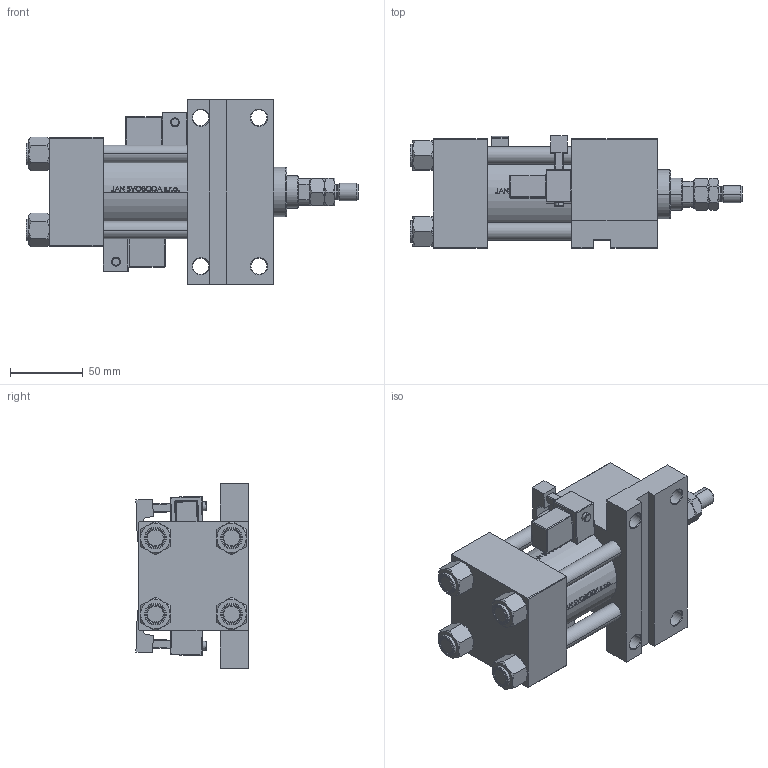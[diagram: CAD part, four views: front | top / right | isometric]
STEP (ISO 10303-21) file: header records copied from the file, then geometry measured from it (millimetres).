
FILE_DESCRIPTION (( 'STEP AP203' ), '1' );
FILE_NAME ('cd21.STEP', '2023-08-23T08:44:25', ( '' ), ( '' ), 'SwSTEP 2.0', 'SolidWorks 2019', '' );
FILE_SCHEMA (( 'CONFIG_CONTROL_DESIGN' ));
Length unit declared in the file: millimetre
Products named in the file (8): V215CR_MSU 212fa50a666ca34c9d6dc9d2532352ad; V215CR_VCP_F 212fa50a666ca34c9d6dc9d2532352ad; V215_VC_A 212fa50a666ca34c9d6dc9d2532352ad; cd21; V215CR_F_TYCINKA 212fa50a666ca34c9d6dc9d2532352ad; NUT_M5_F 212fa50a666ca34c9d6dc9d2532352ad; V215CR_F_Body 212fa50a666ca34c9d6dc9d2532352ad; MTA 212fa50a666ca34c9d6dc9d2532352ad
Assembly tree (14 placements, depth 2):
  cd21
    V215CR_F_Body 212fa50a666ca34c9d6dc9d2532352ad
    V215CR_VCP_F 212fa50a666ca34c9d6dc9d2532352ad
    V215CR_F_TYCINKA 212fa50a666ca34c9d6dc9d2532352ad  x4
    NUT_M5_F 212fa50a666ca34c9d6dc9d2532352ad  x4
    V215_VC_A 212fa50a666ca34c9d6dc9d2532352ad
    MTA 212fa50a666ca34c9d6dc9d2532352ad
    V215CR_MSU 212fa50a666ca34c9d6dc9d2532352ad  x2
Bounding box: 228 x 77.03 x 127 mm (x, y, z)
Volume: 754823.4 mm3; surface area: 170937.5 mm2
Topology: 14 solids, 14 shells, 1306 faces, 3178 edges, 2003 vertices
Faces by surface type: plane 510, bspline 380, cylinder 190, cone 180, sphere 24, torus 22
Entity records: 51311 total; most frequent: CARTESIAN_POINT 26745, ORIENTED_EDGE 5466, DIRECTION 3677, EDGE_CURVE 2733, VERTEX_POINT 1763, LINE 1395, VECTOR 1395, EDGE_LOOP 1252
